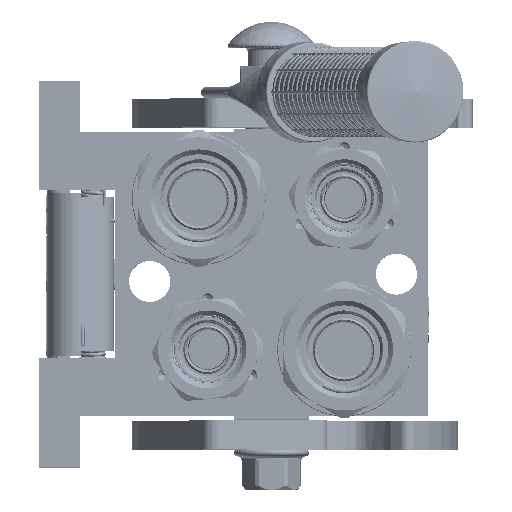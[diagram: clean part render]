
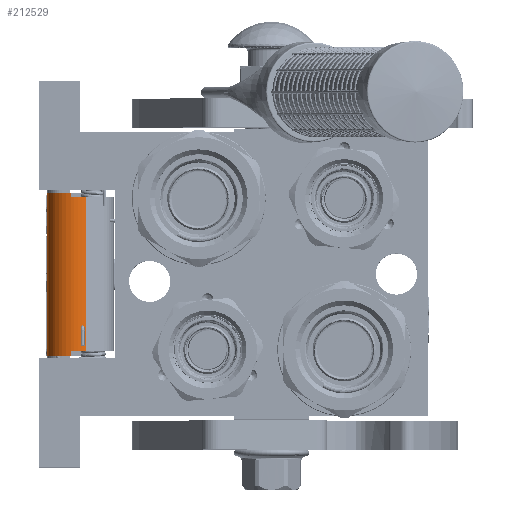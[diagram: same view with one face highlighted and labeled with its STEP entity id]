
A CAD part, top view. The second image highlights one B-rep face of the part: STEP entity #212529.
In plain terms, the highlighted cylindrical face has radius 9.5 mm (diameter 19 mm), a partial arc.
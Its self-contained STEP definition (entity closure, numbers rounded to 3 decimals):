
#1537 = CARTESIAN_POINT ( 'NONE',  ( -26.5, -1.7, -58.5 ) ) ;
#1588 = EDGE_CURVE ( 'NONE', #145757, #43088, #182556, .T. ) ;
#1612 = VECTOR ( 'NONE', #20801, 1000. ) ;
#4128 = ORIENTED_EDGE ( 'NONE', *, *, #1588, .T. ) ;
#5121 = CIRCLE ( 'NONE', #23455, 9.5 ) ;
#11259 = CARTESIAN_POINT ( 'NONE',  ( 28., 7.8, -58.5 ) ) ;
#12483 = CARTESIAN_POINT ( 'NONE',  ( 28., -1.7, -58.5 ) ) ;
#15316 = VERTEX_POINT ( 'NONE', #173443 ) ;
#15975 = LINE ( 'NONE', #135767, #71069 ) ;
#18644 = CARTESIAN_POINT ( 'NONE',  ( -28., -0.2, -67.881 ) ) ;
#20801 = DIRECTION ( 'NONE',  ( 1., 0., 0. ) ) ;
#23455 = AXIS2_PLACEMENT_3D ( 'NONE', #170269, #103573, #155588 ) ;
#24456 = CARTESIAN_POINT ( 'NONE',  ( -28., -1.7, -58.5 ) ) ;
#33036 = AXIS2_PLACEMENT_3D ( 'NONE', #138967, #104565, #204103 ) ;
#33221 = CARTESIAN_POINT ( 'NONE',  ( -28., 7.8, -58.5 ) ) ;
#33261 = VERTEX_POINT ( 'NONE', #62523 ) ;
#37584 = EDGE_CURVE ( 'NONE', #145757, #171253, #67407, .T. ) ;
#40646 = EDGE_LOOP ( 'NONE', ( #105913, #4128, #178987, #186386, #197800, #197389, #109193, #176842 ) ) ;
#42079 = CARTESIAN_POINT ( 'NONE',  ( -28., 7.8, -58.5 ) ) ;
#42793 = DIRECTION ( 'NONE',  ( -1., 0., 0. ) ) ;
#42802 = DIRECTION ( 'NONE',  ( 1., 0., 0. ) ) ;
#43088 = VERTEX_POINT ( 'NONE', #183905 ) ;
#48088 = DIRECTION ( 'NONE',  ( 1., 0., 0. ) ) ;
#60537 = FACE_OUTER_BOUND ( 'NONE', #40646, .T. ) ;
#62523 = CARTESIAN_POINT ( 'NONE',  ( -28., -0.2, -67.881 ) ) ;
#67407 = LINE ( 'NONE', #148551, #127779 ) ;
#68210 = DIRECTION ( 'NONE',  ( 0., -0.397, -0.918 ) ) ;
#71069 = VECTOR ( 'NONE', #85937, 1000. ) ;
#75000 = LINE ( 'NONE', #18644, #1612 ) ;
#78446 = DIRECTION ( 'NONE',  ( 0., 0.158, -0.987 ) ) ;
#79071 = EDGE_CURVE ( 'NONE', #33261, #111900, #153938, .T. ) ;
#85937 = DIRECTION ( 'NONE',  ( 1., 0., 0. ) ) ;
#99822 = DIRECTION ( 'NONE',  ( 1., 0., 0. ) ) ;
#103573 = DIRECTION ( 'NONE',  ( 1., 0., 0. ) ) ;
#104565 = DIRECTION ( 'NONE',  ( 1., 0., 0. ) ) ;
#105913 = ORIENTED_EDGE ( 'NONE', *, *, #37584, .F. ) ;
#106805 = AXIS2_PLACEMENT_3D ( 'NONE', #12483, #128303, #78446 ) ;
#109193 = ORIENTED_EDGE ( 'NONE', *, *, #115303, .F. ) ;
#111900 = VERTEX_POINT ( 'NONE', #33221 ) ;
#115303 = EDGE_CURVE ( 'NONE', #15316, #122845, #15975, .T. ) ;
#115600 = EDGE_CURVE ( 'NONE', #122845, #202564, #157600, .T. ) ;
#119675 = LINE ( 'NONE', #42079, #143126 ) ;
#122845 = VERTEX_POINT ( 'NONE', #186287 ) ;
#127779 = VECTOR ( 'NONE', #48088, 1000. ) ;
#128303 = DIRECTION ( 'NONE',  ( 1., 0., 0. ) ) ;
#135767 = CARTESIAN_POINT ( 'NONE',  ( 26.5, -0.2, -67.881 ) ) ;
#138967 = CARTESIAN_POINT ( 'NONE',  ( -28., -1.7, -58.5 ) ) ;
#143126 = VECTOR ( 'NONE', #42802, 1000. ) ;
#145757 = VERTEX_POINT ( 'NONE', #152675 ) ;
#146899 = EDGE_CURVE ( 'NONE', #111900, #202564, #119675, .T. ) ;
#148551 = CARTESIAN_POINT ( 'NONE',  ( -26.5, -5.47, -67.22 ) ) ;
#152675 = CARTESIAN_POINT ( 'NONE',  ( -26.5, -5.47, -67.22 ) ) ;
#153938 = CIRCLE ( 'NONE', #33036, 9.5 ) ;
#155588 = DIRECTION ( 'NONE',  ( 0., -0.397, -0.918 ) ) ;
#157600 = CIRCLE ( 'NONE', #106805, 9.5 ) ;
#159876 = CARTESIAN_POINT ( 'NONE',  ( 26.5, -5.47, -67.22 ) ) ;
#160213 = DIRECTION ( 'NONE',  ( 0., -1., 0. ) ) ;
#168098 = CYLINDRICAL_SURFACE ( 'NONE', #203931, 9.5 ) ;
#170269 = CARTESIAN_POINT ( 'NONE',  ( 26.5, -1.7, -58.5 ) ) ;
#171253 = VERTEX_POINT ( 'NONE', #159876 ) ;
#173443 = CARTESIAN_POINT ( 'NONE',  ( 26.5, -0.2, -67.881 ) ) ;
#176842 = ORIENTED_EDGE ( 'NONE', *, *, #194405, .F. ) ;
#178987 = ORIENTED_EDGE ( 'NONE', *, *, #195389, .F. ) ;
#182556 = CIRCLE ( 'NONE', #215747, 9.5 ) ;
#183905 = CARTESIAN_POINT ( 'NONE',  ( -26.5, -0.2, -67.881 ) ) ;
#186287 = CARTESIAN_POINT ( 'NONE',  ( 28., -0.2, -67.881 ) ) ;
#186386 = ORIENTED_EDGE ( 'NONE', *, *, #79071, .T. ) ;
#194405 = EDGE_CURVE ( 'NONE', #171253, #15316, #5121, .T. ) ;
#195389 = EDGE_CURVE ( 'NONE', #33261, #43088, #75000, .T. ) ;
#197389 = ORIENTED_EDGE ( 'NONE', *, *, #115600, .F. ) ;
#197800 = ORIENTED_EDGE ( 'NONE', *, *, #146899, .T. ) ;
#202564 = VERTEX_POINT ( 'NONE', #11259 ) ;
#203931 = AXIS2_PLACEMENT_3D ( 'NONE', #24456, #42793, #160213 ) ;
#204103 = DIRECTION ( 'NONE',  ( 0., 0.158, -0.987 ) ) ;
#212529 = ADVANCED_FACE ( 'NONE', ( #60537 ), #168098, .T. ) ;
#215747 = AXIS2_PLACEMENT_3D ( 'NONE', #1537, #99822, #68210 ) ;
